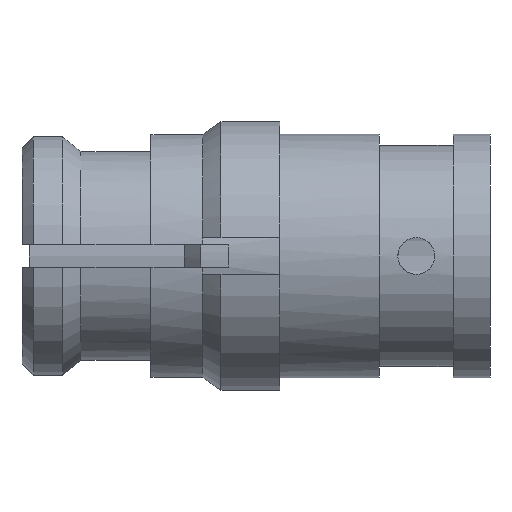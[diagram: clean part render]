
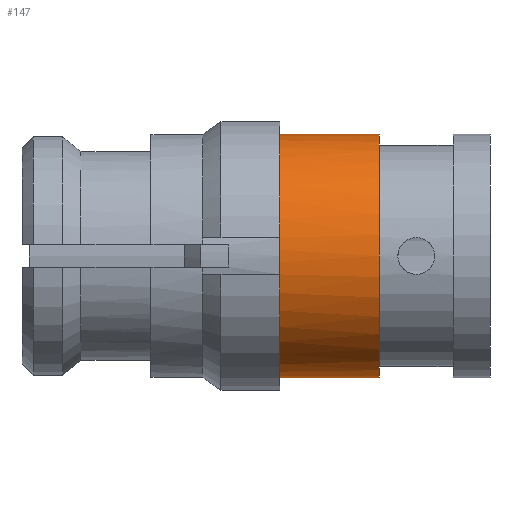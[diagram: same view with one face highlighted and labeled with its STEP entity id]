
A CAD part, front view. The second image highlights one B-rep face of the part: STEP entity #147.
In plain terms, the highlighted cylindrical face has radius 1.65 mm (diameter 3.3 mm), a partial arc.
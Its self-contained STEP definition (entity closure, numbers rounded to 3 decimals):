
#147 = ADVANCED_FACE ( 'NONE', ( #1679 ), #2701, .T. ) ;
#187 = VERTEX_POINT ( 'NONE', #2681 ) ;
#265 = ORIENTED_EDGE ( 'NONE', *, *, #2766, .T. ) ;
#282 = EDGE_LOOP ( 'NONE', ( #2671, #3437, #4045, #1332, #265, #1453 ) ) ;
#421 = LINE ( 'NONE', #3897, #1805 ) ;
#562 = CARTESIAN_POINT ( 'NONE',  ( 4.85, 0., -1.65 ) ) ;
#620 = EDGE_CURVE ( 'NONE', #4020, #187, #3498, .T. ) ;
#644 = EDGE_CURVE ( 'NONE', #3400, #1191, #1392, .T. ) ;
#814 = VECTOR ( 'NONE', #2429, 1000. ) ;
#868 = LINE ( 'NONE', #3994, #814 ) ;
#878 = AXIS2_PLACEMENT_3D ( 'NONE', #3366, #4066, #3084 ) ;
#994 = DIRECTION ( 'NONE',  ( 0., 0., -1. ) ) ;
#1072 = DIRECTION ( 'NONE',  ( 1., 0., 0. ) ) ;
#1185 = CARTESIAN_POINT ( 'NONE',  ( 3.5, -1.631, -0.25 ) ) ;
#1191 = VERTEX_POINT ( 'NONE', #3070 ) ;
#1332 = ORIENTED_EDGE ( 'NONE', *, *, #2383, .F. ) ;
#1368 = VERTEX_POINT ( 'NONE', #2467 ) ;
#1392 = CIRCLE ( 'NONE', #1538, 1.65 ) ;
#1453 = ORIENTED_EDGE ( 'NONE', *, *, #620, .T. ) ;
#1463 = AXIS2_PLACEMENT_3D ( 'NONE', #1886, #3497, #3459 ) ;
#1538 = AXIS2_PLACEMENT_3D ( 'NONE', #3331, #2647, #3604 ) ;
#1663 = EDGE_CURVE ( 'NONE', #3400, #2372, #3432, .T. ) ;
#1679 = FACE_OUTER_BOUND ( 'NONE', #282, .T. ) ;
#1709 = DIRECTION ( 'NONE',  ( 1., 0., 0. ) ) ;
#1805 = VECTOR ( 'NONE', #1072, 1000. ) ;
#1886 = CARTESIAN_POINT ( 'NONE',  ( 3.5, 0., 0. ) ) ;
#2012 = DIRECTION ( 'NONE',  ( -1., 0., 0. ) ) ;
#2147 = CIRCLE ( 'NONE', #878, 1.65 ) ;
#2192 = CARTESIAN_POINT ( 'NONE',  ( 3.5, -1.631, 0.25 ) ) ;
#2277 = CARTESIAN_POINT ( 'NONE',  ( 4.85, 0., 0. ) ) ;
#2372 = VERTEX_POINT ( 'NONE', #1185 ) ;
#2383 = EDGE_CURVE ( 'NONE', #1368, #2372, #2147, .T. ) ;
#2429 = DIRECTION ( 'NONE',  ( 1., 0., 0. ) ) ;
#2467 = CARTESIAN_POINT ( 'NONE',  ( 3.5, 0., -1.65 ) ) ;
#2627 = EDGE_CURVE ( 'NONE', #1191, #187, #421, .T. ) ;
#2647 = DIRECTION ( 'NONE',  ( -1., 0., 0. ) ) ;
#2671 = ORIENTED_EDGE ( 'NONE', *, *, #2627, .F. ) ;
#2681 = CARTESIAN_POINT ( 'NONE',  ( 4.85, 0., 1.65 ) ) ;
#2701 = CYLINDRICAL_SURFACE ( 'NONE', #4105, 1.65 ) ;
#2766 = EDGE_CURVE ( 'NONE', #1368, #4020, #868, .T. ) ;
#2998 = DIRECTION ( 'NONE',  ( 0., 0., -1. ) ) ;
#3015 = AXIS2_PLACEMENT_3D ( 'NONE', #2277, #2012, #994 ) ;
#3070 = CARTESIAN_POINT ( 'NONE',  ( 3.5, 0., 1.65 ) ) ;
#3084 = DIRECTION ( 'NONE',  ( 0., 0., -1. ) ) ;
#3331 = CARTESIAN_POINT ( 'NONE',  ( 3.5, 0., 0. ) ) ;
#3366 = CARTESIAN_POINT ( 'NONE',  ( 3.5, 0., 0. ) ) ;
#3400 = VERTEX_POINT ( 'NONE', #2192 ) ;
#3432 = CIRCLE ( 'NONE', #1463, 1.65 ) ;
#3437 = ORIENTED_EDGE ( 'NONE', *, *, #644, .F. ) ;
#3459 = DIRECTION ( 'NONE',  ( 0., 0., -1. ) ) ;
#3497 = DIRECTION ( 'NONE',  ( 1., 0., 0. ) ) ;
#3498 = CIRCLE ( 'NONE', #3015, 1.65 ) ;
#3604 = DIRECTION ( 'NONE',  ( 0., 0., -1. ) ) ;
#3637 = CARTESIAN_POINT ( 'NONE',  ( -0.635, 0., 0. ) ) ;
#3897 = CARTESIAN_POINT ( 'NONE',  ( -0.635, 0., 1.65 ) ) ;
#3994 = CARTESIAN_POINT ( 'NONE',  ( -0.635, 0., -1.65 ) ) ;
#4020 = VERTEX_POINT ( 'NONE', #562 ) ;
#4045 = ORIENTED_EDGE ( 'NONE', *, *, #1663, .T. ) ;
#4066 = DIRECTION ( 'NONE',  ( -1., 0., 0. ) ) ;
#4105 = AXIS2_PLACEMENT_3D ( 'NONE', #3637, #1709, #2998 ) ;
